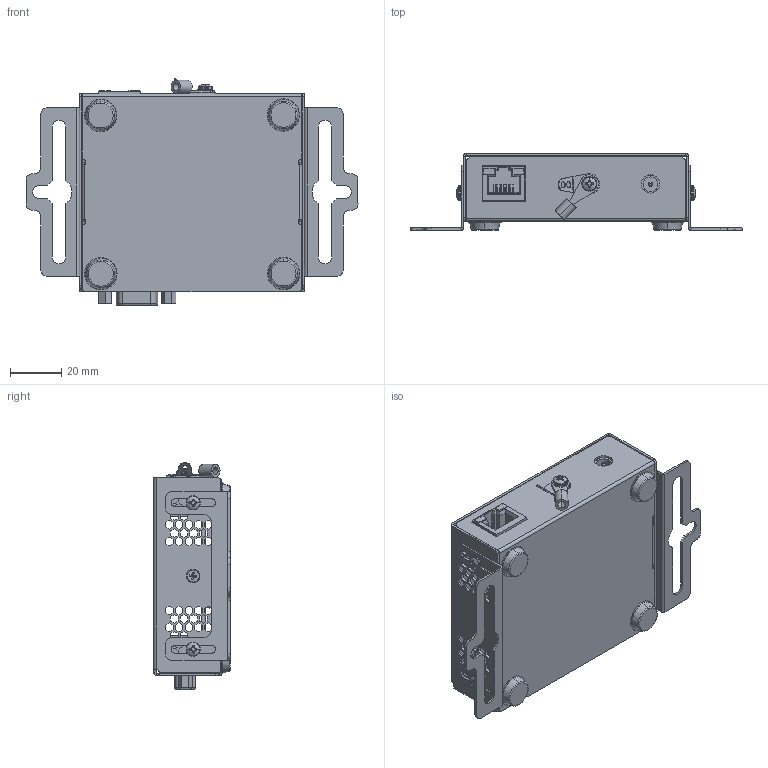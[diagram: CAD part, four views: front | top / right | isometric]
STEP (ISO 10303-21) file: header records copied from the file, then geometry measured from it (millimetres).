
FILE_DESCRIPTION (( 'STEP AP214' ), '1' );
FILE_NAME ('ST-C5V-R-600.STEP', '2018-09-07T18:44:57', ( 'test' ), ( '' ), 'SwSTEP 2.0', 'SolidWorks 2011', '' );
FILE_SCHEMA (( 'AUTOMOTIVE_DESIGN' ));
Length unit declared in the file: inch
Products named in the file (19): HW5127 CR-FHMS 0.112-40x0.188x0.188_CR-FHMS 0.112-40x0.188x0.188-C; CS4028; HW7097_90272A105; HW4003-STANDOFF-MF-#4-40X.1875 ZN_92700A488; HW7218_90402A106; CN5360 - TERMINAL; HW7221; HW4033-SCRW#4-40x.25-BUT-TORX-T8-ZN_90022A110; TL6383_PEM SO-440-8 ZI--C; ST-C5VA-R-600-REVB_PCB.SLDPRT1; SW4062 - TACT SWITCH1; SW3dPS-Connector, D-Sub, 15 pin HD, RA, Receptacle1; CN5333 - RJ45 LED1; CN5376 - DC POWER SOCKET1; ST-C5VA-R-600-REVB_PCB1; MP4559; MP3162-4; MP3172-1; ST-C5V-R-600
Assembly tree (28 placements, depth 3):
  ST-C5V-R-600
    CS4028  x4
    HW4003-STANDOFF-MF-#4-40X.1875 ZN_92700A488  x2
    MP3172-1
    CN5360 - TERMINAL
    HW5127 CR-FHMS 0.112-40x0.188x0.188_CR-FHMS 0.112-40x0.188x0.188-C  x2
    HW7097_90272A105  x4
    ST-C5VA-R-600-REVB_PCB.SLDPRT1
      CN5333 - RJ45 LED1
      ST-C5VA-R-600-REVB_PCB1
      CN5376 - DC POWER SOCKET1
      SW3dPS-Connector, D-Sub, 15 pin HD, RA, Receptacle1
      SW4062 - TACT SWITCH1  x2
    MP4559  x2
    MP3162-4
    HW7221
    HW7218_90402A106
    TL6383_PEM SO-440-8 ZI--C
    HW4033-SCRW#4-40x.25-BUT-TORX-T8-ZN_90022A110
Bounding box: 130.11 x 29.94 x 88.75 mm (x, y, z)
Volume: 40099.3 mm3; surface area: 74039.5 mm2
Topology: 28 solids, 30 shells, 2800 faces, 7507 edges, 4865 vertices
Faces by surface type: plane 1442, cylinder 977, cone 180, bspline 111, torus 76, sphere 14
Entity records: 92851 total; most frequent: CARTESIAN_POINT 21700, ORIENTED_EDGE 12280, DIRECTION 11199, EDGE_CURVE 6140, LINE 4131, VECTOR 4131, VERTEX_POINT 3980, AXIS2_PLACEMENT_3D 3534
